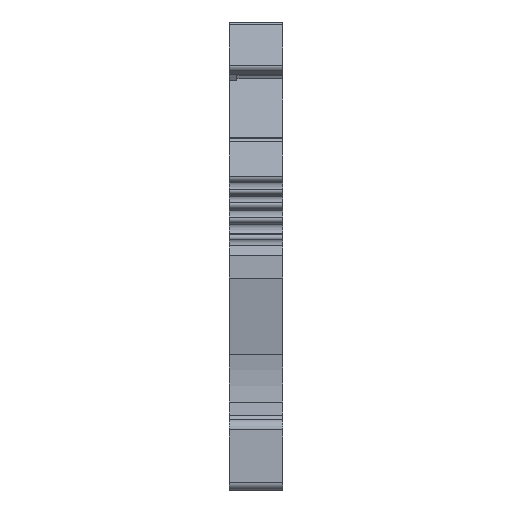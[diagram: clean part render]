
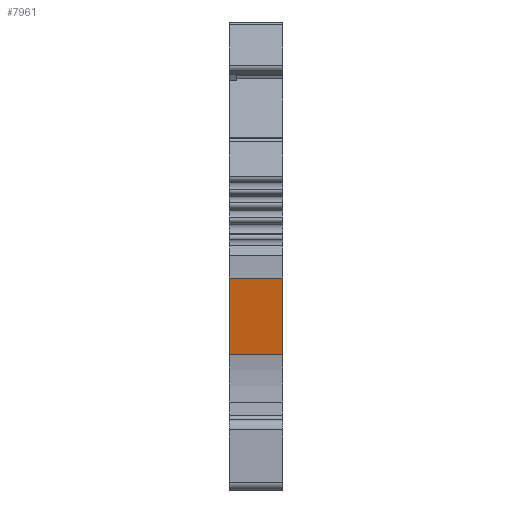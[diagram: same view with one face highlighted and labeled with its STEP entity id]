
A CAD part, left-side view. The second image highlights one B-rep face of the part: STEP entity #7961.
In plain terms, the highlighted planar face has unit normal (-0.986, 0, -0.168).
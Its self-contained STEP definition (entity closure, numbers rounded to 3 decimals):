
#109=PLANE('',#8449);
#1127=ORIENTED_EDGE('',*,*,#2494,.F.);
#1128=ORIENTED_EDGE('',*,*,#2707,.T.);
#1129=ORIENTED_EDGE('',*,*,#2708,.F.);
#1130=ORIENTED_EDGE('',*,*,#2709,.F.);
#2494=EDGE_CURVE('',#3325,#3326,#3886,.T.);
#2707=EDGE_CURVE('',#3325,#3485,#4006,.F.);
#2708=EDGE_CURVE('',#3486,#3485,#4007,.T.);
#2709=EDGE_CURVE('',#3326,#3486,#4008,.T.);
#3325=VERTEX_POINT('',#10985);
#3326=VERTEX_POINT('',#10987);
#3485=VERTEX_POINT('',#11410);
#3486=VERTEX_POINT('',#11414);
#3886=LINE('',#10986,#4517);
#4006=LINE('',#11411,#4637);
#4007=LINE('',#11413,#4638);
#4008=LINE('',#11415,#4639);
#4517=VECTOR('',#9198,1000.);
#4637=VECTOR('',#9600,1000.);
#4638=VECTOR('',#9603,1000.);
#4639=VECTOR('',#9604,1000.);
#5101=EDGE_LOOP('',(#1127,#1128,#1129,#1130));
#5409=FACE_BOUND('',#5101,.T.);
#7961=ADVANCED_FACE('',(#5409),#109,.T.);
#8449=AXIS2_PLACEMENT_3D('',#11412,#9601,#9602);
#9198=DIRECTION('',(-0.168,0.,0.986));
#9600=DIRECTION('',(0.,1.,0.));
#9601=DIRECTION('',(-0.986,0.,-0.168));
#9602=DIRECTION('',(-0.168,0.,0.986));
#9603=DIRECTION('',(0.168,0.,-0.986));
#9604=DIRECTION('',(0.,-1.,0.));
#10985=CARTESIAN_POINT('',(-21.646,0.95,-7.832));
#10986=CARTESIAN_POINT('',(-22.332,0.95,-3.805));
#10987=CARTESIAN_POINT('',(-22.5,0.95,-2.821));
#11410=CARTESIAN_POINT('',(-21.646,-2.55,-7.832));
#11411=CARTESIAN_POINT('',(-21.646,53.766,-7.832));
#11412=CARTESIAN_POINT('',(-22.5,3.141,-2.821));
#11413=CARTESIAN_POINT('',(-22.5,-2.55,-2.821));
#11414=CARTESIAN_POINT('',(-22.5,-2.55,-2.821));
#11415=CARTESIAN_POINT('',(-22.5,3.141,-2.821));
